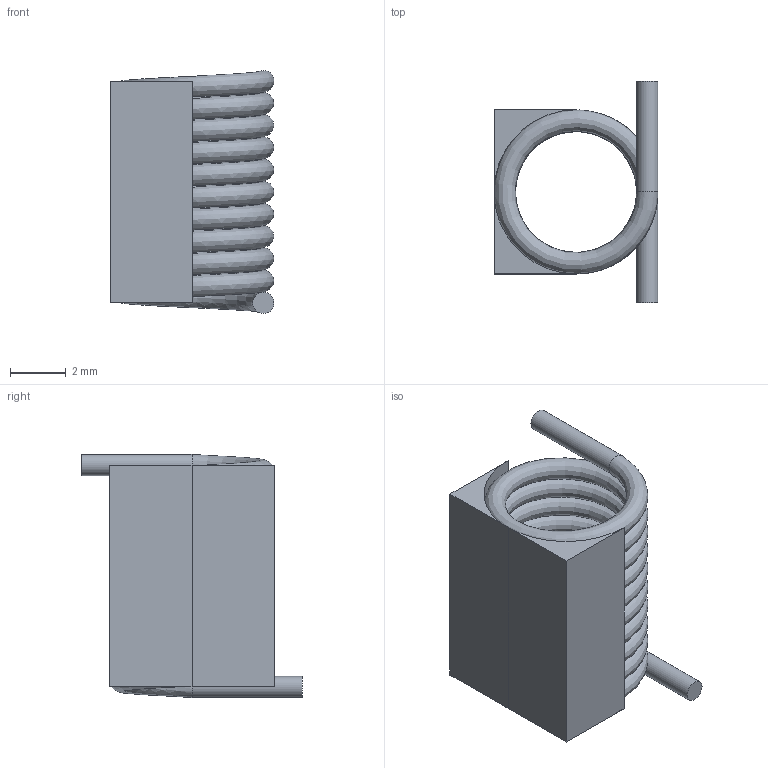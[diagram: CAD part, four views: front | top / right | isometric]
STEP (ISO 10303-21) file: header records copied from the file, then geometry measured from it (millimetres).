
FILE_DESCRIPTION(/* description */ (''),/* implementation_level */ '2;1');
FILE_NAME(/* name */ '744918213 v1.step',/* time_stamp */ '2021-04-13T20:03:06-04:00',/* author */ (''),/* organization */ (''),/* preprocessor_version */ 'ST-DEVELOPER v18.1',/* originating_system */ 'Autodesk Translation Framework v9.10.0.1330',/* authorisation */ '');
FILE_SCHEMA (('AUTOMOTIVE_DESIGN { 1 0 10303 214 3 1 1 }'));
Length unit declared in the file: inch
Products named in the file (1): 744918213
Bounding box: 5.9 x 7.94 x 8.74 mm (x, y, z)
Volume: 106.9 mm3; surface area: 581.3 mm2
Topology: 3 solids, 3 shells, 15 faces, 27 edges, 18 vertices
Faces by surface type: plane 10, cylinder 4, bspline 1
Full cylindrical faces by diameter (mm): 0.762 x2
Entity records: 1971 total; most frequent: CARTESIAN_POINT 1607, DIRECTION 66, ORIENTED_EDGE 54, EDGE_CURVE 27, AXIS2_PLACEMENT_3D 25, VERTEX_POINT 18, LINE 16, VECTOR 16
